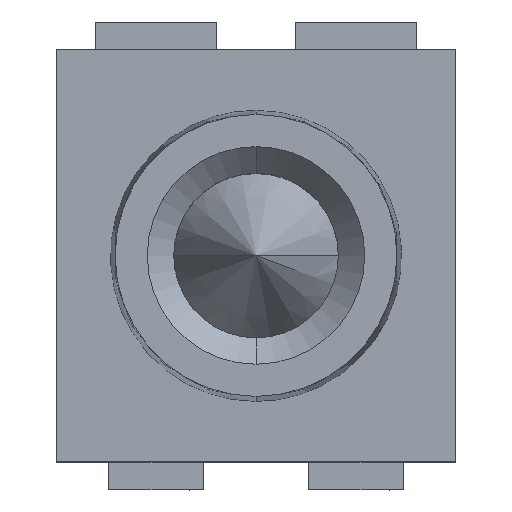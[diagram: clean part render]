
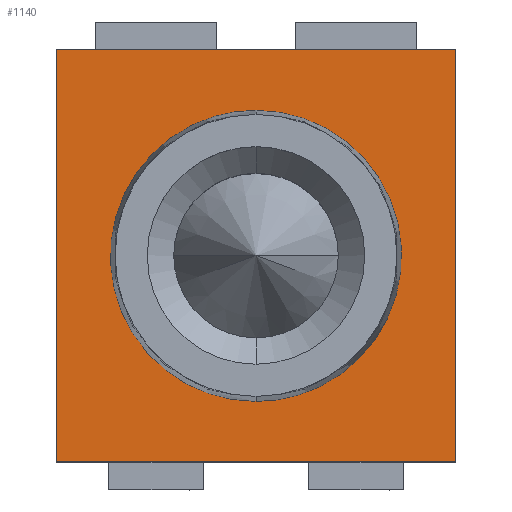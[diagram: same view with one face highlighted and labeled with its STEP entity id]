
A CAD part, top view. The second image highlights one B-rep face of the part: STEP entity #1140.
In plain terms, the highlighted planar face has unit normal (0, 0, 1).
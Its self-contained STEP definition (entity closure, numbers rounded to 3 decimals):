
#1073=AXIS2_PLACEMENT_3D('Plane Axis2P3D',#1070,#1071,#1072) ;
#571=CARTESIAN_POINT('Vertex',(29.35,32.35,40.8)) ;
#585=CARTESIAN_POINT('Vertex',(0.,32.35,40.8)) ;
#588=CARTESIAN_POINT('Line Origine',(14.675,32.35,40.8)) ;
#728=CARTESIAN_POINT('Line Origine',(29.35,17.2,40.8)) ;
#732=CARTESIAN_POINT('Vertex',(29.35,2.05,40.8)) ;
#1055=CARTESIAN_POINT('Vertex',(0.,2.05,40.8)) ;
#1058=CARTESIAN_POINT('Line Origine',(0.,17.2,40.8)) ;
#1070=CARTESIAN_POINT('Axis2P3D Location',(14.675,17.2,40.8)) ;
#1075=CARTESIAN_POINT('Line Origine',(14.675,2.05,40.8)) ;
#1087=CARTESIAN_POINT('Control Point',(14.675,6.5,40.8)) ;
#1088=CARTESIAN_POINT('Control Point',(13.553,6.5,40.8)) ;
#1089=CARTESIAN_POINT('Control Point',(12.432,6.647,40.8)) ;
#1090=CARTESIAN_POINT('Control Point',(11.335,6.941,40.8)) ;
#1091=CARTESIAN_POINT('Control Point',(9.246,7.809,40.8)) ;
#1092=CARTESIAN_POINT('Control Point',(7.451,9.187,40.8)) ;
#1093=CARTESIAN_POINT('Control Point',(6.649,9.99,40.8)) ;
#1094=CARTESIAN_POINT('Control Point',(5.275,11.787,40.8)) ;
#1095=CARTESIAN_POINT('Control Point',(4.41,13.878,40.8)) ;
#1096=CARTESIAN_POINT('Control Point',(4.118,14.975,40.8)) ;
#1097=CARTESIAN_POINT('Control Point',(3.828,17.219,40.8)) ;
#1098=CARTESIAN_POINT('Control Point',(4.126,19.462,40.8)) ;
#1099=CARTESIAN_POINT('Control Point',(4.422,20.558,40.8)) ;
#1100=CARTESIAN_POINT('Control Point',(5.294,22.645,40.8)) ;
#1101=CARTESIAN_POINT('Control Point',(6.674,24.438,40.8)) ;
#1102=CARTESIAN_POINT('Control Point',(7.479,25.238,40.8)) ;
#1103=CARTESIAN_POINT('Control Point',(9.273,26.605,40.8)) ;
#1104=CARTESIAN_POINT('Control Point',(11.357,27.465,40.8)) ;
#1105=CARTESIAN_POINT('Control Point',(12.446,27.755,40.8)) ;
#1106=CARTESIAN_POINT('Control Point',(13.561,27.9,40.8)) ;
#1107=CARTESIAN_POINT('Control Point',(14.675,27.9,40.8)) ;
#1108=CARTESIAN_POINT('Vertex',(14.675,6.5,40.8)) ;
#1110=CARTESIAN_POINT('Vertex',(14.675,27.9,40.8)) ;
#1114=CARTESIAN_POINT('Control Point',(14.675,27.9,40.8)) ;
#1115=CARTESIAN_POINT('Control Point',(15.797,27.9,40.8)) ;
#1116=CARTESIAN_POINT('Control Point',(16.918,27.753,40.8)) ;
#1117=CARTESIAN_POINT('Control Point',(18.015,27.459,40.8)) ;
#1118=CARTESIAN_POINT('Control Point',(20.104,26.591,40.8)) ;
#1119=CARTESIAN_POINT('Control Point',(21.899,25.213,40.8)) ;
#1120=CARTESIAN_POINT('Control Point',(22.701,24.41,40.8)) ;
#1121=CARTESIAN_POINT('Control Point',(24.075,22.613,40.8)) ;
#1122=CARTESIAN_POINT('Control Point',(24.94,20.522,40.8)) ;
#1123=CARTESIAN_POINT('Control Point',(25.232,19.425,40.8)) ;
#1124=CARTESIAN_POINT('Control Point',(25.522,17.181,40.8)) ;
#1125=CARTESIAN_POINT('Control Point',(25.224,14.938,40.8)) ;
#1126=CARTESIAN_POINT('Control Point',(24.928,13.842,40.8)) ;
#1127=CARTESIAN_POINT('Control Point',(24.056,11.755,40.8)) ;
#1128=CARTESIAN_POINT('Control Point',(22.676,9.962,40.8)) ;
#1129=CARTESIAN_POINT('Control Point',(21.871,9.162,40.8)) ;
#1130=CARTESIAN_POINT('Control Point',(20.077,7.795,40.8)) ;
#1131=CARTESIAN_POINT('Control Point',(17.993,6.935,40.8)) ;
#1132=CARTESIAN_POINT('Control Point',(16.904,6.645,40.8)) ;
#1133=CARTESIAN_POINT('Control Point',(15.789,6.5,40.8)) ;
#1134=CARTESIAN_POINT('Control Point',(14.675,6.5,40.8)) ;
#589=DIRECTION('Vector Direction',(-1.,0.,0.)) ;
#729=DIRECTION('Vector Direction',(0.,-1.,0.)) ;
#1059=DIRECTION('Vector Direction',(0.,1.,0.)) ;
#1071=DIRECTION('Axis2P3D Direction',(0.,0.,1.)) ;
#1072=DIRECTION('Axis2P3D XDirection',(-1.,0.,0.)) ;
#1076=DIRECTION('Vector Direction',(-1.,0.,0.)) ;
#590=VECTOR('Line Direction',#589,1.) ;
#730=VECTOR('Line Direction',#729,1.) ;
#1060=VECTOR('Line Direction',#1059,1.) ;
#1077=VECTOR('Line Direction',#1076,1.) ;
#1081=ORIENTED_EDGE('',*,*,#734,.F.) ;
#1082=ORIENTED_EDGE('',*,*,#592,.T.) ;
#1083=ORIENTED_EDGE('',*,*,#1062,.F.) ;
#1084=ORIENTED_EDGE('',*,*,#1079,.F.) ;
#1137=ORIENTED_EDGE('',*,*,#1112,.T.) ;
#1138=ORIENTED_EDGE('',*,*,#1135,.T.) ;
#1139=FACE_BOUND('',#1136,.T.) ;
#1140=ADVANCED_FACE('2748240000.1\\Hauptkoerper',(#1085,#1139),#1074,.T.) ;
#1086=B_SPLINE_CURVE_WITH_KNOTS('',5,(#1087,#1088,#1089,#1090,#1091,#1092,#1093,#1094,#1095,#1096,#1097,#1098,#1099,#1100,#1101,#1102,#1103,#1104,#1105,#1106,#1107),.UNSPECIFIED.,.F.,.U.,(6,3,3,3,3,3,6),(0.,7.932,15.864,23.796,31.727,39.659,47.538),.UNSPECIFIED.) ;
#1113=B_SPLINE_CURVE_WITH_KNOTS('',5,(#1114,#1115,#1116,#1117,#1118,#1119,#1120,#1121,#1122,#1123,#1124,#1125,#1126,#1127,#1128,#1129,#1130,#1131,#1132,#1133,#1134),.UNSPECIFIED.,.F.,.U.,(6,3,3,3,3,3,6),(0.,7.932,15.864,23.796,31.727,39.659,47.538),.UNSPECIFIED.) ;
#592=EDGE_CURVE('',#572,#586,#591,.T.) ;
#734=EDGE_CURVE('',#572,#733,#731,.T.) ;
#1062=EDGE_CURVE('',#1056,#586,#1061,.T.) ;
#1079=EDGE_CURVE('',#733,#1056,#1078,.T.) ;
#1112=EDGE_CURVE('',#1109,#1111,#1086,.T.) ;
#1135=EDGE_CURVE('',#1111,#1109,#1113,.T.) ;
#1080=EDGE_LOOP('',(#1081,#1082,#1083,#1084)) ;
#1136=EDGE_LOOP('',(#1137,#1138)) ;
#1085=FACE_OUTER_BOUND('',#1080,.T.) ;
#591=LINE('Line',#588,#590) ;
#731=LINE('Line',#728,#730) ;
#1061=LINE('Line',#1058,#1060) ;
#1078=LINE('Line',#1075,#1077) ;
#1074=PLANE('',#1073) ;
#572=VERTEX_POINT('',#571) ;
#586=VERTEX_POINT('',#585) ;
#733=VERTEX_POINT('',#732) ;
#1056=VERTEX_POINT('',#1055) ;
#1109=VERTEX_POINT('',#1108) ;
#1111=VERTEX_POINT('',#1110) ;
